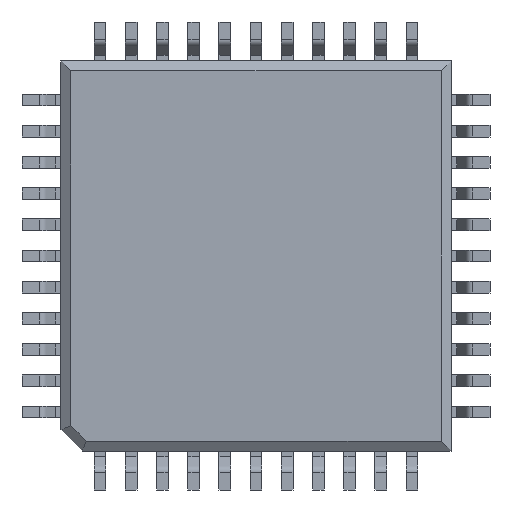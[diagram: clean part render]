
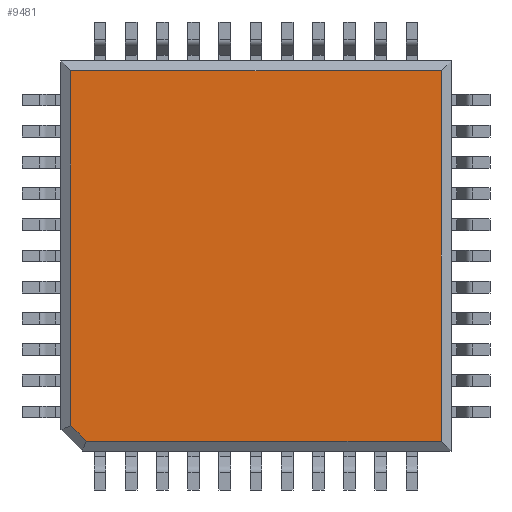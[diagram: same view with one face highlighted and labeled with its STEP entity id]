
A CAD part, front view. The second image highlights one B-rep face of the part: STEP entity #9481.
In plain terms, the highlighted planar face has unit normal (0, -1, 0).
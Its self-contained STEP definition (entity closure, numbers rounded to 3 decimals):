
#67 = CARTESIAN_POINT ( 'NONE',  ( -4.351, -0.5, -4.75 ) ) ;
#146 = LINE ( 'NONE', #1909, #6003 ) ;
#357 = VERTEX_POINT ( 'NONE', #67 ) ;
#1466 = CARTESIAN_POINT ( 'NONE',  ( 4.75, -0.5, -5. ) ) ;
#1871 = EDGE_LOOP ( 'NONE', ( #15527, #11930, #4952, #3115, #2871 ) ) ;
#1909 = CARTESIAN_POINT ( 'NONE',  ( -5., -0.5, -4.75 ) ) ;
#2676 = CARTESIAN_POINT ( 'NONE',  ( -4.75, -0.5, 4.75 ) ) ;
#2693 = EDGE_CURVE ( 'NONE', #8566, #15901, #10813, .T. ) ;
#2712 = LINE ( 'NONE', #13342, #3113 ) ;
#2871 = ORIENTED_EDGE ( 'NONE', *, *, #9122, .T. ) ;
#3099 = FACE_OUTER_BOUND ( 'NONE', #1871, .T. ) ;
#3113 = VECTOR ( 'NONE', #6055, 1000. ) ;
#3115 = ORIENTED_EDGE ( 'NONE', *, *, #15254, .T. ) ;
#4299 = VECTOR ( 'NONE', #15161, 1000. ) ;
#4952 = ORIENTED_EDGE ( 'NONE', *, *, #6343, .T. ) ;
#5123 = VERTEX_POINT ( 'NONE', #12763 ) ;
#5153 = AXIS2_PLACEMENT_3D ( 'NONE', #6842, #15381, #8063 ) ;
#6003 = VECTOR ( 'NONE', #10415, 1000. ) ;
#6055 = DIRECTION ( 'NONE',  ( -1., 0., 0. ) ) ;
#6305 = CARTESIAN_POINT ( 'NONE',  ( 4.75, -0.5, -4.75 ) ) ;
#6343 = EDGE_CURVE ( 'NONE', #357, #12471, #146, .T. ) ;
#6356 = LINE ( 'NONE', #1466, #15715 ) ;
#6430 = DIRECTION ( 'NONE',  ( 0., 0., 1. ) ) ;
#6842 = CARTESIAN_POINT ( 'NONE',  ( -5., -0.5, 5. ) ) ;
#8063 = DIRECTION ( 'NONE',  ( 0., 0., 1. ) ) ;
#8566 = VERTEX_POINT ( 'NONE', #2676 ) ;
#9122 = EDGE_CURVE ( 'NONE', #5123, #8566, #2712, .T. ) ;
#9142 = VECTOR ( 'NONE', #15968, 1000. ) ;
#9481 = ADVANCED_FACE ( 'NONE', ( #3099 ), #12831, .F. ) ;
#9839 = CARTESIAN_POINT ( 'NONE',  ( -4.351, -0.5, -4.75 ) ) ;
#10415 = DIRECTION ( 'NONE',  ( 1., 0., 0. ) ) ;
#10792 = CARTESIAN_POINT ( 'NONE',  ( -4.75, -0.5, -4.351 ) ) ;
#10813 = LINE ( 'NONE', #12054, #4299 ) ;
#11930 = ORIENTED_EDGE ( 'NONE', *, *, #12428, .F. ) ;
#12054 = CARTESIAN_POINT ( 'NONE',  ( -4.75, -0.5, -5. ) ) ;
#12355 = LINE ( 'NONE', #9839, #9142 ) ;
#12428 = EDGE_CURVE ( 'NONE', #357, #15901, #12355, .T. ) ;
#12471 = VERTEX_POINT ( 'NONE', #6305 ) ;
#12763 = CARTESIAN_POINT ( 'NONE',  ( 4.75, -0.5, 4.75 ) ) ;
#12831 = PLANE ( 'NONE',  #5153 ) ;
#13342 = CARTESIAN_POINT ( 'NONE',  ( -5., -0.5, 4.75 ) ) ;
#15161 = DIRECTION ( 'NONE',  ( 0., 0., -1. ) ) ;
#15254 = EDGE_CURVE ( 'NONE', #12471, #5123, #6356, .T. ) ;
#15381 = DIRECTION ( 'NONE',  ( 0., 1., 0. ) ) ;
#15527 = ORIENTED_EDGE ( 'NONE', *, *, #2693, .T. ) ;
#15715 = VECTOR ( 'NONE', #6430, 1000. ) ;
#15901 = VERTEX_POINT ( 'NONE', #10792 ) ;
#15968 = DIRECTION ( 'NONE',  ( -0.707, 0., 0.707 ) ) ;
